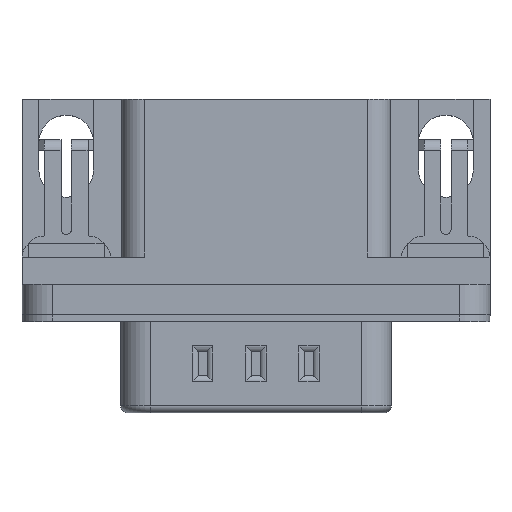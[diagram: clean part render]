
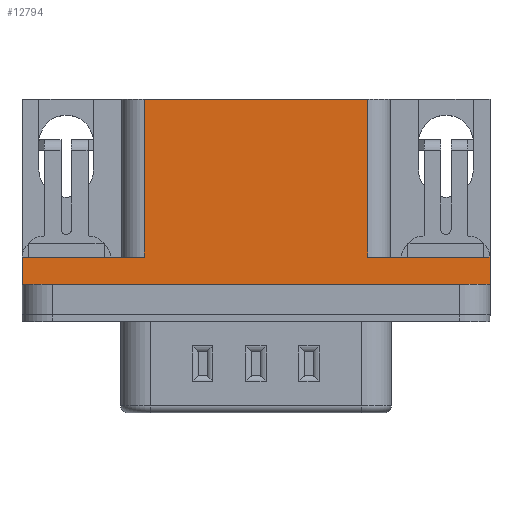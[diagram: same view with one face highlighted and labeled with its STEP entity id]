
A CAD part, top view. The second image highlights one B-rep face of the part: STEP entity #12794.
In plain terms, the highlighted planar face has unit normal (0, 0, 1).
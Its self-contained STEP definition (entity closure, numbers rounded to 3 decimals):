
#1524=LINE('',#35832,#2802);
#1573=LINE('',#35949,#2851);
#1612=LINE('',#36040,#2890);
#1615=LINE('',#36046,#2893);
#1620=LINE('',#36054,#2898);
#1621=LINE('',#36060,#2899);
#1622=LINE('',#36061,#2900);
#1623=LINE('',#36063,#2901);
#2802=VECTOR('',#16440,1000.);
#2851=VECTOR('',#16533,1000.);
#2890=VECTOR('',#16608,1000.);
#2893=VECTOR('',#16615,1000.);
#2898=VECTOR('',#16622,1000.);
#2899=VECTOR('',#16633,1000.);
#2900=VECTOR('',#16634,1000.);
#2901=VECTOR('',#16635,1000.);
#3321=PLANE('',#13709);
#6704=ORIENTED_EDGE('',*,*,#8761,.T.);
#6705=ORIENTED_EDGE('',*,*,#8647,.T.);
#6706=ORIENTED_EDGE('',*,*,#8762,.T.);
#6707=ORIENTED_EDGE('',*,*,#8763,.F.);
#6708=ORIENTED_EDGE('',*,*,#8751,.F.);
#6709=ORIENTED_EDGE('',*,*,#8759,.T.);
#6710=ORIENTED_EDGE('',*,*,#8754,.F.);
#6711=ORIENTED_EDGE('',*,*,#8705,.T.);
#8647=EDGE_CURVE('',#9886,#9888,#1524,.T.);
#8705=EDGE_CURVE('',#9931,#9934,#1573,.T.);
#8751=EDGE_CURVE('',#9968,#9967,#1612,.T.);
#8754=EDGE_CURVE('',#9931,#9969,#1615,.T.);
#8759=EDGE_CURVE('',#9968,#9969,#1620,.T.);
#8761=EDGE_CURVE('',#9934,#9886,#1621,.T.);
#8762=EDGE_CURVE('',#9888,#9972,#1622,.T.);
#8763=EDGE_CURVE('',#9967,#9972,#1623,.T.);
#9886=VERTEX_POINT('',#35827);
#9888=VERTEX_POINT('',#35831);
#9931=VERTEX_POINT('',#35943);
#9934=VERTEX_POINT('',#35948);
#9967=VERTEX_POINT('',#36036);
#9968=VERTEX_POINT('',#36039);
#9969=VERTEX_POINT('',#36045);
#9972=VERTEX_POINT('',#36062);
#10975=EDGE_LOOP('',(#6704,#6705,#6706,#6707,#6708,#6709,#6710,#6711));
#11790=FACE_BOUND('',#10975,.T.);
#12794=ADVANCED_FACE('',(#11790),#3321,.T.);
#13709=AXIS2_PLACEMENT_3D('',#36059,#16631,#16632);
#16440=DIRECTION('',(0.,-1.,0.));
#16533=DIRECTION('',(0.,1.,0.));
#16608=DIRECTION('',(-1.,0.,0.));
#16615=DIRECTION('',(1.,0.,0.));
#16622=DIRECTION('',(0.,1.,0.));
#16631=DIRECTION('',(0.,0.,1.));
#16632=DIRECTION('',(1.,0.,0.));
#16633=DIRECTION('',(-1.,0.,0.));
#16634=DIRECTION('',(-1.,0.,0.));
#16635=DIRECTION('',(0.,1.,0.));
#35827=CARTESIAN_POINT('',(-7.35,7.1,4.225));
#35831=CARTESIAN_POINT('',(-7.35,-3.3,4.225));
#35832=CARTESIAN_POINT('',(-7.35,-3.3,4.225));
#35943=CARTESIAN_POINT('',(7.35,-3.3,4.225));
#35948=CARTESIAN_POINT('',(7.35,7.1,4.225));
#35949=CARTESIAN_POINT('',(7.35,7.1,4.225));
#36036=CARTESIAN_POINT('',(-15.405,-5.1,4.225));
#36039=CARTESIAN_POINT('',(15.405,-5.1,4.225));
#36040=CARTESIAN_POINT('',(15.405,-5.1,4.225));
#36045=CARTESIAN_POINT('',(15.405,-3.3,4.225));
#36046=CARTESIAN_POINT('',(8.85,-3.3,4.225));
#36054=CARTESIAN_POINT('',(15.405,-5.1,4.225));
#36059=CARTESIAN_POINT('',(15.405,-5.1,4.225));
#36060=CARTESIAN_POINT('',(15.405,7.1,4.225));
#36061=CARTESIAN_POINT('',(-8.85,-3.3,4.225));
#36062=CARTESIAN_POINT('',(-15.405,-3.3,4.225));
#36063=CARTESIAN_POINT('',(-15.405,-5.1,4.225));
